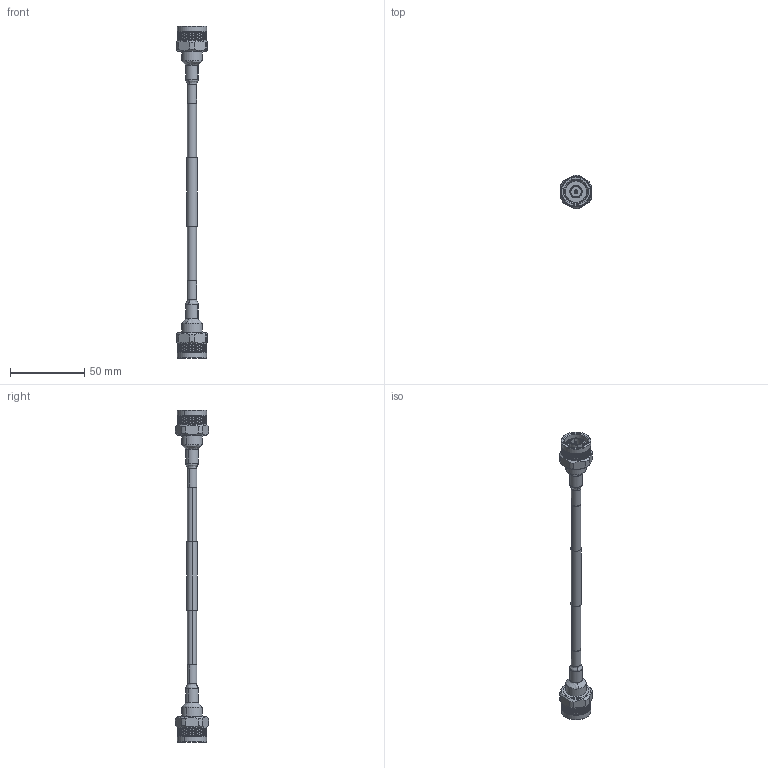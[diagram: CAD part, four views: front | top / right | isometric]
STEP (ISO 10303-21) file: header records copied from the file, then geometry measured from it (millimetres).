
FILE_DESCRIPTION (( 'STEP AP214' ), '1' );
FILE_NAME ('FMC00502.step', '2021-04-29T22:02:46', ( '' ), ( '' ), 'SwSTEP 2.0', 'SolidWorks 2020', '' );
FILE_SCHEMA (( 'AUTOMOTIVE_DESIGN' ));
Length unit declared in the file: inch
Products named in the file (4): FMC00502; LMR-240-UF^FMC00502_LMR-240; Center label^FMC00502; EZ-240-NMH-X^FMC00502_Heat Shrink
Assembly tree (4 placements, depth 2):
  FMC00502
    LMR-240-UF^FMC00502_LMR-240
    Center label^FMC00502
    EZ-240-NMH-X^FMC00502_Heat Shrink  x2
Bounding box: 20.62 x 22.22 x 223.05 mm (x, y, z)
Volume: 17879 mm3; surface area: 11320.7 mm2
Topology: 4 solids, 4 shells, 4420 faces, 9552 edges, 5152 vertices
Faces by surface type: bspline 3374, cylinder 930, plane 66, cone 46, torus 4
Entity records: 75713 total; most frequent: CARTESIAN_POINT 46119, ORIENTED_EDGE 9564, EDGE_CURVE 4782, VERTEX_POINT 2580, EDGE_LOOP 2220, FACE_OUTER_BOUND 2214, ADVANCED_FACE 2214, B_SPLINE_CURVE_WITH_KNOTS 2081
